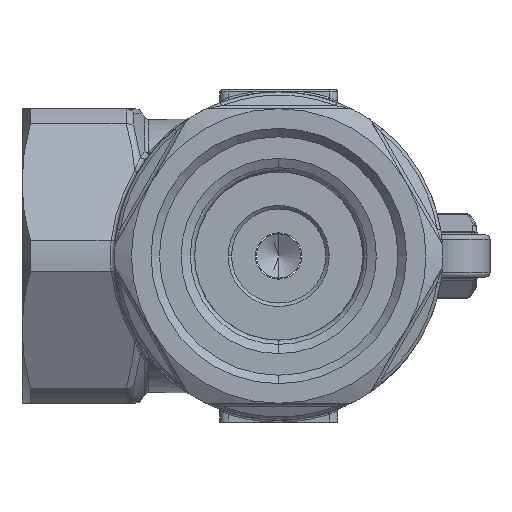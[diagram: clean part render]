
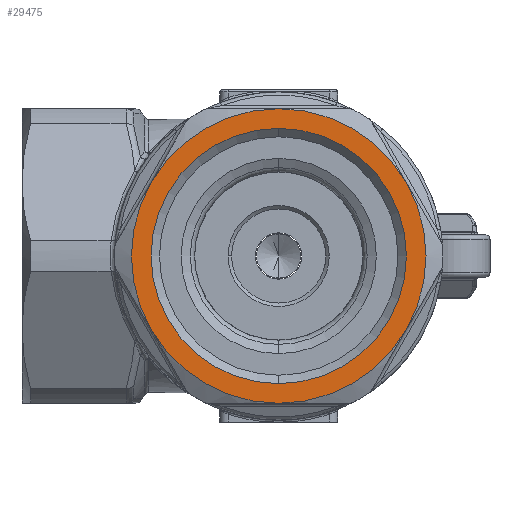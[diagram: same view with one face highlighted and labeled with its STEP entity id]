
A CAD part, front view. The second image highlights one B-rep face of the part: STEP entity #29475.
In plain terms, the highlighted planar face has unit normal (0, -1, 0).
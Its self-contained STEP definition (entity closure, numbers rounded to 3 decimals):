
#1056 = DIRECTION ( 'NONE',  ( 0., 1., 0. ) ) ;
#1901 = AXIS2_PLACEMENT_3D ( 'NONE', #44813, #21208, #48760 ) ;
#2022 = FACE_OUTER_BOUND ( 'NONE', #29066, .T. ) ;
#3186 = CARTESIAN_POINT ( 'NONE',  ( 0., -19., 0. ) ) ;
#3896 = ORIENTED_EDGE ( 'NONE', *, *, #19539, .F. ) ;
#3947 = AXIS2_PLACEMENT_3D ( 'NONE', #3186, #30634, #7154 ) ;
#5328 = CARTESIAN_POINT ( 'NONE',  ( -30.311, -19., -17.5 ) ) ;
#6489 = AXIS2_PLACEMENT_3D ( 'NONE', #33614, #10069, #37596 ) ;
#7154 = DIRECTION ( 'NONE',  ( 0., 0., 1. ) ) ;
#7250 = AXIS2_PLACEMENT_3D ( 'NONE', #21269, #48814, #25209 ) ;
#7422 = DIRECTION ( 'NONE',  ( 0., 1., 0. ) ) ;
#7756 = CIRCLE ( 'NONE', #19272, 30.33 ) ;
#8682 = AXIS2_PLACEMENT_3D ( 'NONE', #30923, #7422, #34876 ) ;
#9579 = VERTEX_POINT ( 'NONE', #49317 ) ;
#10069 = DIRECTION ( 'NONE',  ( 0., 1., 0. ) ) ;
#10894 = ORIENTED_EDGE ( 'NONE', *, *, #27688, .T. ) ;
#10947 = CIRCLE ( 'NONE', #7250, 35. ) ;
#16464 = AXIS2_PLACEMENT_3D ( 'NONE', #21086, #48630, #25011 ) ;
#17263 = VERTEX_POINT ( 'NONE', #30415 ) ;
#17606 = EDGE_CURVE ( 'NONE', #39871, #47573, #34525, .T. ) ;
#19272 = AXIS2_PLACEMENT_3D ( 'NONE', #44678, #21066, #48615 ) ;
#19539 = EDGE_CURVE ( 'NONE', #43082, #17263, #21436, .T. ) ;
#20931 = CARTESIAN_POINT ( 'NONE',  ( 30.311, -19., 17.5 ) ) ;
#21066 = DIRECTION ( 'NONE',  ( 0., 1., 0. ) ) ;
#21086 = CARTESIAN_POINT ( 'NONE',  ( 0., -19., 0. ) ) ;
#21158 = ORIENTED_EDGE ( 'NONE', *, *, #33942, .F. ) ;
#21208 = DIRECTION ( 'NONE',  ( 0., 1., 0. ) ) ;
#21269 = CARTESIAN_POINT ( 'NONE',  ( 0., -19., 0. ) ) ;
#21282 = DIRECTION ( 'NONE',  ( 0., 1., 0. ) ) ;
#21436 = CIRCLE ( 'NONE', #16464, 35. ) ;
#22031 = ORIENTED_EDGE ( 'NONE', *, *, #32359, .F. ) ;
#22317 = ORIENTED_EDGE ( 'NONE', *, *, #17606, .F. ) ;
#22907 = FACE_BOUND ( 'NONE', #38321, .T. ) ;
#24561 = CARTESIAN_POINT ( 'NONE',  ( 0., -19., 0. ) ) ;
#24742 = ORIENTED_EDGE ( 'NONE', *, *, #47523, .F. ) ;
#25011 = DIRECTION ( 'NONE',  ( 0., 0., 1. ) ) ;
#25209 = DIRECTION ( 'NONE',  ( 0., 0., 1. ) ) ;
#26564 = CARTESIAN_POINT ( 'NONE',  ( -30.311, -19., 17.5 ) ) ;
#27239 = AXIS2_PLACEMENT_3D ( 'NONE', #44896, #21282, #48826 ) ;
#27524 = CIRCLE ( 'NONE', #3947, 30.33 ) ;
#27535 = ORIENTED_EDGE ( 'NONE', *, *, #38114, .F. ) ;
#27688 = EDGE_CURVE ( 'NONE', #34285, #42933, #27524, .T. ) ;
#28512 = DIRECTION ( 'NONE',  ( 0., 0., 1. ) ) ;
#29066 = EDGE_LOOP ( 'NONE', ( #24742, #3896, #21158, #22317, #27535, #22031 ) ) ;
#29475 = ADVANCED_FACE ( 'NONE', ( #22907, #2022 ), #30735, .F. ) ;
#30415 = CARTESIAN_POINT ( 'NONE',  ( 0., -19., 35. ) ) ;
#30604 = VERTEX_POINT ( 'NONE', #20931 ) ;
#30634 = DIRECTION ( 'NONE',  ( 0., 1., 0. ) ) ;
#30735 = PLANE ( 'NONE',  #8682 ) ;
#30923 = CARTESIAN_POINT ( 'NONE',  ( 0., -19., 0. ) ) ;
#32359 = EDGE_CURVE ( 'NONE', #30604, #9579, #36903, .T. ) ;
#33614 = CARTESIAN_POINT ( 'NONE',  ( 0., -19., 0. ) ) ;
#33942 = EDGE_CURVE ( 'NONE', #47573, #43082, #10947, .T. ) ;
#34285 = VERTEX_POINT ( 'NONE', #36393 ) ;
#34525 = CIRCLE ( 'NONE', #27239, 35. ) ;
#34876 = DIRECTION ( 'NONE',  ( 0., 0., 1. ) ) ;
#36393 = CARTESIAN_POINT ( 'NONE',  ( 0., -19., 30.33 ) ) ;
#36903 = CIRCLE ( 'NONE', #6489, 35. ) ;
#37069 = EDGE_CURVE ( 'NONE', #42933, #34285, #7756, .T. ) ;
#37596 = DIRECTION ( 'NONE',  ( 0., 0., 1. ) ) ;
#38114 = EDGE_CURVE ( 'NONE', #9579, #39871, #40773, .T. ) ;
#38321 = EDGE_LOOP ( 'NONE', ( #39921, #10894 ) ) ;
#39751 = CARTESIAN_POINT ( 'NONE',  ( 0., -19., -35. ) ) ;
#39871 = VERTEX_POINT ( 'NONE', #39751 ) ;
#39921 = ORIENTED_EDGE ( 'NONE', *, *, #37069, .T. ) ;
#40773 = CIRCLE ( 'NONE', #1901, 35. ) ;
#42933 = VERTEX_POINT ( 'NONE', #48245 ) ;
#43082 = VERTEX_POINT ( 'NONE', #26564 ) ;
#44678 = CARTESIAN_POINT ( 'NONE',  ( 0., -19., 0. ) ) ;
#44813 = CARTESIAN_POINT ( 'NONE',  ( 0., -19., 0. ) ) ;
#44896 = CARTESIAN_POINT ( 'NONE',  ( 0., -19., 0. ) ) ;
#45791 = CIRCLE ( 'NONE', #47279, 35. ) ;
#47279 = AXIS2_PLACEMENT_3D ( 'NONE', #24561, #1056, #28512 ) ;
#47523 = EDGE_CURVE ( 'NONE', #17263, #30604, #45791, .T. ) ;
#47573 = VERTEX_POINT ( 'NONE', #5328 ) ;
#48245 = CARTESIAN_POINT ( 'NONE',  ( 0., -19., -30.33 ) ) ;
#48615 = DIRECTION ( 'NONE',  ( 0., 0., 1. ) ) ;
#48630 = DIRECTION ( 'NONE',  ( 0., 1., 0. ) ) ;
#48760 = DIRECTION ( 'NONE',  ( 0., 0., 1. ) ) ;
#48814 = DIRECTION ( 'NONE',  ( 0., 1., 0. ) ) ;
#48826 = DIRECTION ( 'NONE',  ( 0., 0., 1. ) ) ;
#49317 = CARTESIAN_POINT ( 'NONE',  ( 30.311, -19., -17.5 ) ) ;
